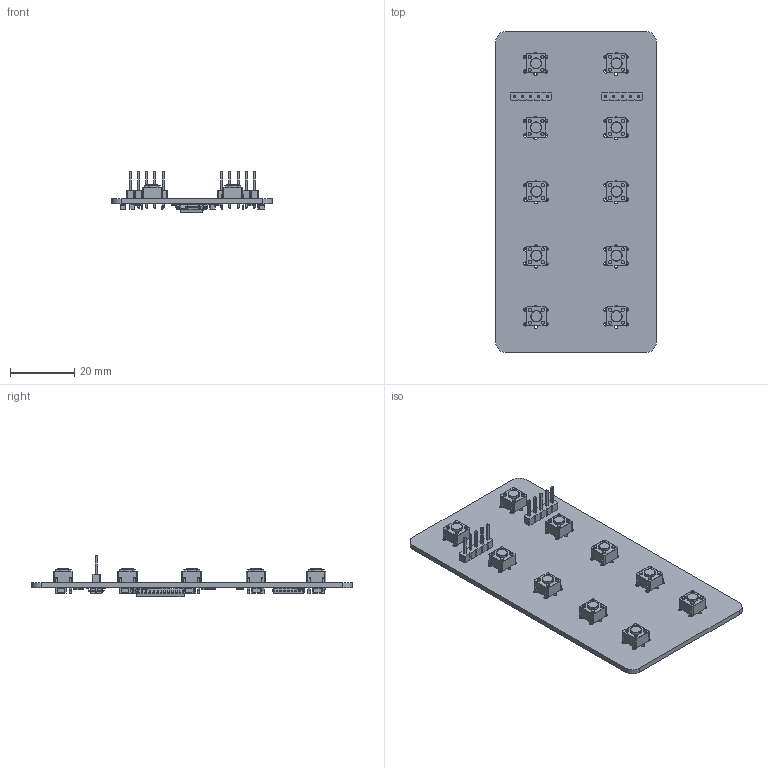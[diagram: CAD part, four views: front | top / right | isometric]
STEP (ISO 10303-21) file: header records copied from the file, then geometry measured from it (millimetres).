
FILE_DESCRIPTION(('KiCad electronic assembly'),'2;1');
FILE_NAME('Deck-Btns.step','2024-08-20T01:22:07',('Pcbnew'),('Kicad'), 'Open CASCADE STEP processor 7.7','KiCad to STEP converter','Unknown' );
FILE_SCHEMA(('AUTOMOTIVE_DESIGN { 1 0 10303 214 1 1 1 1 }'));
Length unit declared in the file: millimetre
Products named in the file (14): Deck-Btns 1; SW_PUSH_6mm_H4.3mm; SW_PUSH_6mm_h4.3mm; PinHeader_1x05_P2.54mm_Vertical; PinHeader_1x05_P254mm_Vertical; R_1206_3216Metric; C_1206_3216Metric; SOIC-24W_7.5x15.4mm_P1.27mm; SOIC_24W_75x154mm_P127mm; SOIC-16_3.9x9.9mm_P1.27mm; SOIC_16_39x99mm_P127mm; Deck-Btns_PCB
Assembly tree (52 placements, depth 3):
  Deck-Btns 1
    SW_PUSH_6mm_H4.3mm  x10
      SW_PUSH_6mm_h4.3mm
    PinHeader_1x05_P2.54mm_Vertical  x2
      PinHeader_1x05_P254mm_Vertical
    R_1206_3216Metric  x20
      R_1206_3216Metric
    C_1206_3216Metric  x10
      C_1206_3216Metric
    SOIC-24W_7.5x15.4mm_P1.27mm
      SOIC_24W_75x154mm_P127mm
    SOIC-16_3.9x9.9mm_P1.27mm  x2
      SOIC_16_39x99mm_P127mm
    Deck-Btns_PCB
Bounding box: 50 x 100 x 12.99 mm (x, y, z)
Volume: 10041.3 mm3; surface area: 14512 mm2
Topology: 46 solids, 46 shells, 3126 faces, 8197 edges, 5256 vertices
Faces by surface type: plane 1997, cylinder 991, bspline 128, torus 10
Full cylindrical faces by diameter (mm): 0.6 x3, 1 x70, 1.1 x40, 3.5 x10
Entity records: 39040 total; most frequent: CARTESIAN_POINT 5888, ORIENTED_EDGE 5474, DIRECTION 5265, EDGE_CURVE 2737, LINE 2081, VECTOR 2081, VERTEX_POINT 1735, AXIS2_PLACEMENT_3D 1592
